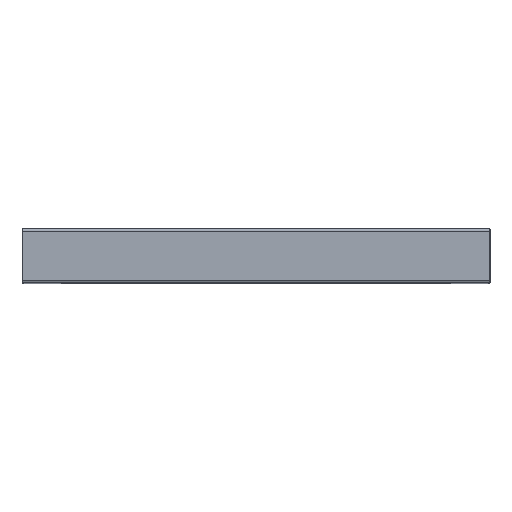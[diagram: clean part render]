
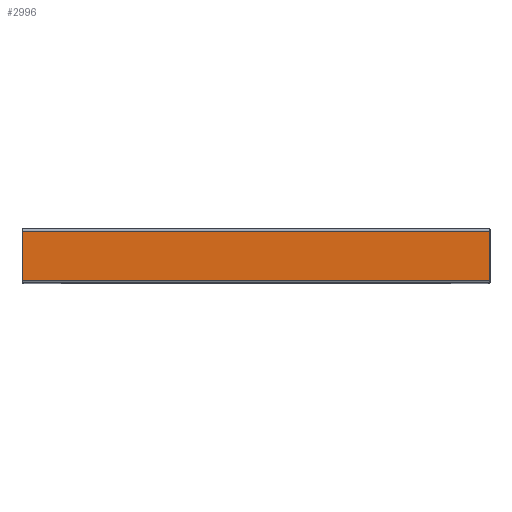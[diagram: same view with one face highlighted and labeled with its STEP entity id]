
A CAD part, top view. The second image highlights one B-rep face of the part: STEP entity #2996.
In plain terms, the highlighted planar face has unit normal (0, 0, 1).
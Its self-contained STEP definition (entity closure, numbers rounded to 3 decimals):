
#134 = CARTESIAN_POINT ( 'NONE',  ( -300., 66.5, 286.5 ) ) ;
#179 = DIRECTION ( 'NONE',  ( 0., 1., 0. ) ) ;
#320 = LINE ( 'NONE', #1551, #411 ) ;
#411 = VECTOR ( 'NONE', #179, 1000. ) ;
#412 = EDGE_CURVE ( 'NONE', #3476, #985, #1026, .T. ) ;
#461 = FACE_OUTER_BOUND ( 'NONE', #2660, .T. ) ;
#575 = LINE ( 'NONE', #3500, #839 ) ;
#603 = ORIENTED_EDGE ( 'NONE', *, *, #3531, .F. ) ;
#739 = ORIENTED_EDGE ( 'NONE', *, *, #1708, .T. ) ;
#774 = CARTESIAN_POINT ( 'NONE',  ( 300., 66.5, 286.5 ) ) ;
#785 = VERTEX_POINT ( 'NONE', #3225 ) ;
#789 = PLANE ( 'NONE',  #3364 ) ;
#839 = VECTOR ( 'NONE', #1330, 1000. ) ;
#883 = LINE ( 'NONE', #134, #2891 ) ;
#985 = VERTEX_POINT ( 'NONE', #1154 ) ;
#1026 = LINE ( 'NONE', #2420, #1112 ) ;
#1065 = CARTESIAN_POINT ( 'NONE',  ( 300., 70., 286.5 ) ) ;
#1112 = VECTOR ( 'NONE', #1963, 1000. ) ;
#1154 = CARTESIAN_POINT ( 'NONE',  ( 300., 3.5, 286.5 ) ) ;
#1320 = DIRECTION ( 'NONE',  ( 0., 0., -1. ) ) ;
#1330 = DIRECTION ( 'NONE',  ( 1., 0., 0. ) ) ;
#1551 = CARTESIAN_POINT ( 'NONE',  ( -300., 70., 286.5 ) ) ;
#1678 = VERTEX_POINT ( 'NONE', #2533 ) ;
#1708 = EDGE_CURVE ( 'NONE', #3476, #1678, #883, .T. ) ;
#1801 = EDGE_CURVE ( 'NONE', #785, #985, #575, .T. ) ;
#1825 = ORIENTED_EDGE ( 'NONE', *, *, #412, .F. ) ;
#1963 = DIRECTION ( 'NONE',  ( 0., -1., 0. ) ) ;
#2159 = ORIENTED_EDGE ( 'NONE', *, *, #1801, .T. ) ;
#2420 = CARTESIAN_POINT ( 'NONE',  ( 300., 70., 286.5 ) ) ;
#2533 = CARTESIAN_POINT ( 'NONE',  ( -300., 66.5, 286.5 ) ) ;
#2660 = EDGE_LOOP ( 'NONE', ( #603, #2159, #1825, #739 ) ) ;
#2891 = VECTOR ( 'NONE', #2918, 1000. ) ;
#2918 = DIRECTION ( 'NONE',  ( -1., 0., 0. ) ) ;
#2996 = ADVANCED_FACE ( 'NONE', ( #461 ), #789, .F. ) ;
#3225 = CARTESIAN_POINT ( 'NONE',  ( -300., 3.5, 286.5 ) ) ;
#3364 = AXIS2_PLACEMENT_3D ( 'NONE', #1065, #1320, #3562 ) ;
#3476 = VERTEX_POINT ( 'NONE', #774 ) ;
#3500 = CARTESIAN_POINT ( 'NONE',  ( 300., 3.5, 286.5 ) ) ;
#3531 = EDGE_CURVE ( 'NONE', #785, #1678, #320, .T. ) ;
#3562 = DIRECTION ( 'NONE',  ( -1., 0., 0. ) ) ;
